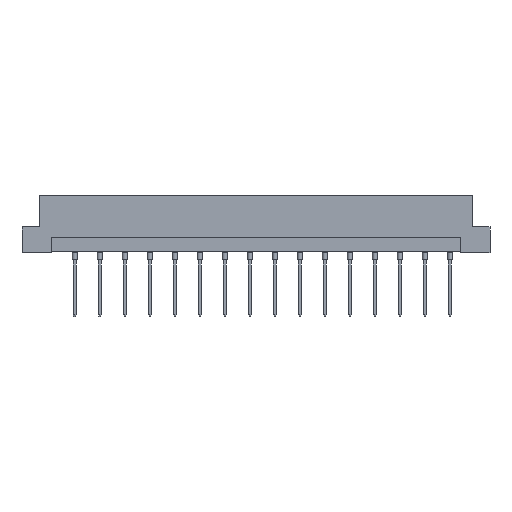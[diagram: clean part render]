
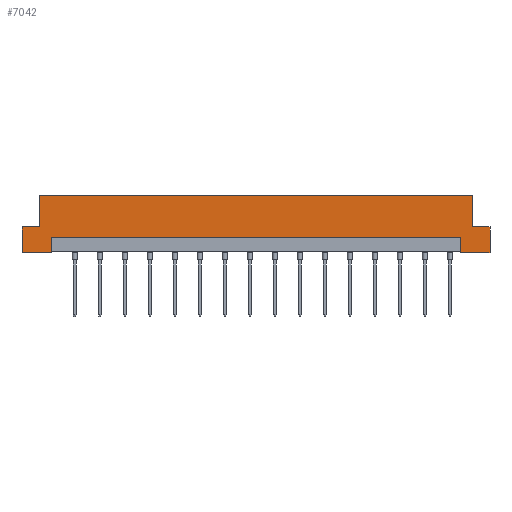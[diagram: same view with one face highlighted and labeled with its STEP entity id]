
A CAD part, front view. The second image highlights one B-rep face of the part: STEP entity #7042.
In plain terms, the highlighted planar face has unit normal (0, -1, 0).
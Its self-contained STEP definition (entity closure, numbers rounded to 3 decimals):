
#28 = EDGE_CURVE ( 'NONE', #4840, #9008, #473, .T. ) ;
#204 = ORIENTED_EDGE ( 'NONE', *, *, #11023, .T. ) ;
#386 = CARTESIAN_POINT ( 'NONE',  ( 47.5, -4.3, 11.6 ) ) ;
#432 = DIRECTION ( 'NONE',  ( 1., 0., 0. ) ) ;
#473 = LINE ( 'NONE', #5997, #10922 ) ;
#510 = LINE ( 'NONE', #4009, #5847 ) ;
#514 = VERTEX_POINT ( 'NONE', #1722 ) ;
#526 = VERTEX_POINT ( 'NONE', #1024 ) ;
#560 = ORIENTED_EDGE ( 'NONE', *, *, #10461, .F. ) ;
#758 = LINE ( 'NONE', #8635, #3983 ) ;
#790 = VECTOR ( 'NONE', #4578, 1000. ) ;
#936 = CARTESIAN_POINT ( 'NONE',  ( 47.5, -4.3, 11.6 ) ) ;
#943 = ORIENTED_EDGE ( 'NONE', *, *, #1703, .T. ) ;
#956 = LINE ( 'NONE', #10593, #2219 ) ;
#1003 = LINE ( 'NONE', #6259, #790 ) ;
#1024 = CARTESIAN_POINT ( 'NONE',  ( -44., -4.3, 5.2 ) ) ;
#1101 = VECTOR ( 'NONE', #6699, 1000. ) ;
#1126 = LINE ( 'NONE', #8135, #8353 ) ;
#1200 = DIRECTION ( 'NONE',  ( 1., 0., 0. ) ) ;
#1240 = CARTESIAN_POINT ( 'NONE',  ( -44., -4.3, 11.6 ) ) ;
#1380 = CARTESIAN_POINT ( 'NONE',  ( 47.5, -4.3, 5.2 ) ) ;
#1703 = EDGE_CURVE ( 'NONE', #4840, #11410, #8149, .T. ) ;
#1722 = CARTESIAN_POINT ( 'NONE',  ( 47.5, -4.3, 5.2 ) ) ;
#1769 = EDGE_CURVE ( 'NONE', #6348, #5727, #10196, .T. ) ;
#2021 = LINE ( 'NONE', #7279, #10307 ) ;
#2024 = CARTESIAN_POINT ( 'NONE',  ( 41.6, -4.3, 3. ) ) ;
#2026 = VECTOR ( 'NONE', #432, 1000. ) ;
#2041 = EDGE_CURVE ( 'NONE', #9359, #514, #2478, .T. ) ;
#2110 = EDGE_CURVE ( 'NONE', #7248, #11410, #956, .T. ) ;
#2219 = VECTOR ( 'NONE', #3461, 1000. ) ;
#2252 = EDGE_CURVE ( 'NONE', #9730, #9008, #4773, .T. ) ;
#2444 = CARTESIAN_POINT ( 'NONE',  ( -47.5, -4.3, 0. ) ) ;
#2478 = LINE ( 'NONE', #1380, #9846 ) ;
#2493 = DIRECTION ( 'NONE',  ( 0., 0., -1. ) ) ;
#2642 = DIRECTION ( 'NONE',  ( 0., 0., -1. ) ) ;
#2818 = CARTESIAN_POINT ( 'NONE',  ( 47.5, -4.3, 0. ) ) ;
#3204 = DIRECTION ( 'NONE',  ( 0., 0., 1. ) ) ;
#3435 = DIRECTION ( 'NONE',  ( 0., 0., -1. ) ) ;
#3461 = DIRECTION ( 'NONE',  ( 0., 0., 1. ) ) ;
#3601 = ORIENTED_EDGE ( 'NONE', *, *, #10600, .F. ) ;
#3675 = EDGE_LOOP ( 'NONE', ( #943, #6450, #6942, #7669, #9583, #4881, #10041, #3601, #560, #204, #6878, #9198 ) ) ;
#3983 = VECTOR ( 'NONE', #3435, 1000. ) ;
#4009 = CARTESIAN_POINT ( 'NONE',  ( -44., -4.3, 5.2 ) ) ;
#4578 = DIRECTION ( 'NONE',  ( 1., 0., 0. ) ) ;
#4773 = LINE ( 'NONE', #2818, #2026 ) ;
#4840 = VERTEX_POINT ( 'NONE', #7788 ) ;
#4881 = ORIENTED_EDGE ( 'NONE', *, *, #9758, .T. ) ;
#4959 = DIRECTION ( 'NONE',  ( 1., 0., 0. ) ) ;
#4960 = DIRECTION ( 'NONE',  ( 0., 0., 1. ) ) ;
#4974 = EDGE_CURVE ( 'NONE', #514, #6372, #1126, .T. ) ;
#5204 = CARTESIAN_POINT ( 'NONE',  ( 44., -4.3, 5.2 ) ) ;
#5727 = VERTEX_POINT ( 'NONE', #6006 ) ;
#5847 = VECTOR ( 'NONE', #4960, 1000. ) ;
#5954 = VERTEX_POINT ( 'NONE', #6529 ) ;
#5997 = CARTESIAN_POINT ( 'NONE',  ( -41.6, -4.3, 0.2 ) ) ;
#6006 = CARTESIAN_POINT ( 'NONE',  ( 44., -4.3, 11.6 ) ) ;
#6259 = CARTESIAN_POINT ( 'NONE',  ( 47.5, -4.3, 0. ) ) ;
#6299 = FACE_OUTER_BOUND ( 'NONE', #3675, .T. ) ;
#6326 = CARTESIAN_POINT ( 'NONE',  ( -41.6, -4.3, 0. ) ) ;
#6348 = VERTEX_POINT ( 'NONE', #1240 ) ;
#6372 = VERTEX_POINT ( 'NONE', #6627 ) ;
#6450 = ORIENTED_EDGE ( 'NONE', *, *, #2110, .F. ) ;
#6529 = CARTESIAN_POINT ( 'NONE',  ( -47.5, -4.3, 5.2 ) ) ;
#6627 = CARTESIAN_POINT ( 'NONE',  ( 47.5, -4.3, 0. ) ) ;
#6699 = DIRECTION ( 'NONE',  ( 1., 0., 0. ) ) ;
#6727 = LINE ( 'NONE', #5204, #8896 ) ;
#6878 = ORIENTED_EDGE ( 'NONE', *, *, #2252, .T. ) ;
#6942 = ORIENTED_EDGE ( 'NONE', *, *, #10741, .T. ) ;
#7042 = ADVANCED_FACE ( 'NONE', ( #6299 ), #7124, .F. ) ;
#7124 = PLANE ( 'NONE',  #11540 ) ;
#7248 = VERTEX_POINT ( 'NONE', #9263 ) ;
#7279 = CARTESIAN_POINT ( 'NONE',  ( -47.5, -4.3, 5.2 ) ) ;
#7333 = VECTOR ( 'NONE', #10835, 1000. ) ;
#7669 = ORIENTED_EDGE ( 'NONE', *, *, #4974, .F. ) ;
#7788 = CARTESIAN_POINT ( 'NONE',  ( -41.6, -4.3, 3. ) ) ;
#8135 = CARTESIAN_POINT ( 'NONE',  ( 47.5, -4.3, 11.6 ) ) ;
#8149 = LINE ( 'NONE', #10655, #7333 ) ;
#8353 = VECTOR ( 'NONE', #2642, 1000. ) ;
#8635 = CARTESIAN_POINT ( 'NONE',  ( -47.5, -4.3, 11.6 ) ) ;
#8896 = VECTOR ( 'NONE', #3204, 1000. ) ;
#9008 = VERTEX_POINT ( 'NONE', #6326 ) ;
#9198 = ORIENTED_EDGE ( 'NONE', *, *, #28, .F. ) ;
#9263 = CARTESIAN_POINT ( 'NONE',  ( 41.6, -4.3, 0. ) ) ;
#9359 = VERTEX_POINT ( 'NONE', #9468 ) ;
#9468 = CARTESIAN_POINT ( 'NONE',  ( 44., -4.3, 5.2 ) ) ;
#9583 = ORIENTED_EDGE ( 'NONE', *, *, #2041, .F. ) ;
#9730 = VERTEX_POINT ( 'NONE', #2444 ) ;
#9758 = EDGE_CURVE ( 'NONE', #9359, #5727, #6727, .T. ) ;
#9793 = DIRECTION ( 'NONE',  ( 0., 1., 0. ) ) ;
#9846 = VECTOR ( 'NONE', #4959, 1000. ) ;
#9974 = DIRECTION ( 'NONE',  ( -1., 0., 0. ) ) ;
#10041 = ORIENTED_EDGE ( 'NONE', *, *, #1769, .F. ) ;
#10196 = LINE ( 'NONE', #386, #1101 ) ;
#10307 = VECTOR ( 'NONE', #1200, 1000. ) ;
#10461 = EDGE_CURVE ( 'NONE', #5954, #526, #2021, .T. ) ;
#10593 = CARTESIAN_POINT ( 'NONE',  ( 41.6, -4.3, 0.2 ) ) ;
#10600 = EDGE_CURVE ( 'NONE', #526, #6348, #510, .T. ) ;
#10655 = CARTESIAN_POINT ( 'NONE',  ( -41.6, -4.3, 3. ) ) ;
#10741 = EDGE_CURVE ( 'NONE', #7248, #6372, #1003, .T. ) ;
#10835 = DIRECTION ( 'NONE',  ( 1., 0., 0. ) ) ;
#10922 = VECTOR ( 'NONE', #2493, 1000. ) ;
#11023 = EDGE_CURVE ( 'NONE', #5954, #9730, #758, .T. ) ;
#11410 = VERTEX_POINT ( 'NONE', #2024 ) ;
#11540 = AXIS2_PLACEMENT_3D ( 'NONE', #936, #9793, #9974 ) ;
